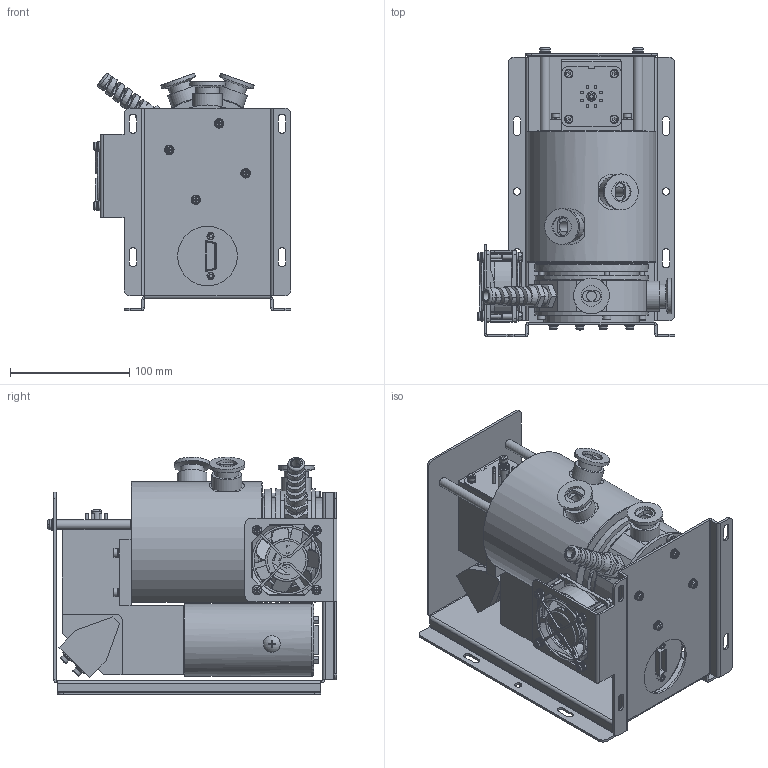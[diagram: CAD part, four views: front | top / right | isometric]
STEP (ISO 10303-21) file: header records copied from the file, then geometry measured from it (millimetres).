
FILE_DESCRIPTION((''),'2;1');
FILE_NAME('Analysis Unit.stp','2018-12-10T10:04:23',('UJ23342'),(''),'Autodesk Inventor 2010','Autodesk Inventor 2010','');
FILE_SCHEMA(('CONFIG_CONTROL_DESIGN'));
Length unit declared in the file: millimetre
Products named in the file (1): Analysis Unit
Bounding box: 165.99 x 242.89 x 199.4 mm (x, y, z)
Volume: 2211786.6 mm3; surface area: 444752.3 mm2
Topology: 118 solids, 119 shells, 1785 faces, 4224 edges, 2719 vertices
Faces by surface type: plane 1093, cylinder 419, cone 211, torus 33, bspline 18, sphere 11
Full cylindrical faces by diameter (mm): 2.38 x16, 3 x2, 3.242 x10, 4 x54, 4.1 x2, 4.134 x2, 4.2 x4, 4.3 x8, 4.5 x26, 4.917 x1, 5 x8, 5.5 x4, 6 x4, 6.2 x2, 7 x14, 7.45 x1, 7.85 x1, 8 x15, 8.5 x4, 10 x6, 14 x1, 15.2 x1, 16.66 x8, 17.2 x4, 20 x4, 25 x4, 27 x1, 30 x4, 33 x1, 34 x1
Entity records: 55254 total; most frequent: CARTESIAN_POINT 12975, DIRECTION 8588, ORIENTED_EDGE 7524, EDGE_CURVE 3762, AXIS2_PLACEMENT_3D 3328, VERTEX_POINT 2594, EDGE_LOOP 2350, VECTOR 1932
